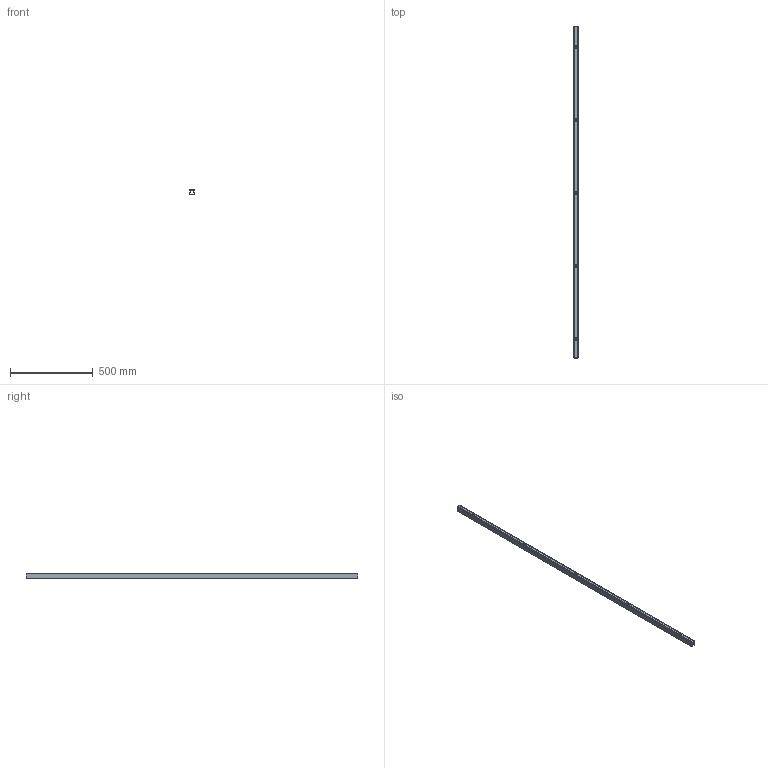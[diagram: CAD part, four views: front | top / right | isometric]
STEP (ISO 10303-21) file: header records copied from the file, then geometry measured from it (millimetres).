
FILE_DESCRIPTION(/* description */ (''),/* implementation_level */ '2;1');
FILE_NAME(/* name */ '11108.stp',/* time_stamp */ '2019-08-13T11:04:15+02:00',/* author */ ('GIULIANO'),/* organization */ (''),/* preprocessor_version */ 'ST-DEVELOPER v17.2',/* originating_system */ 'Autodesk Inventor 2019',/* authorisation */ '');
FILE_SCHEMA (('AUTOMOTIVE_DESIGN { 1 0 10303 214 3 1 1 }'));
Length unit declared in the file: millimetre
Products named in the file (1): 11108/330
Bounding box: 27 x 2000 x 33 mm (x, y, z)
Volume: 425579.7 mm3; surface area: 412551.9 mm2
Topology: 1 solids, 1 shells, 72 faces, 210 edges, 140 vertices
Faces by surface type: plane 42, cylinder 30
Entity records: 2455 total; most frequent: CARTESIAN_POINT 423, ORIENTED_EDGE 420, DIRECTION 416, EDGE_CURVE 210, LINE 150, VECTOR 150, VERTEX_POINT 140, AXIS2_PLACEMENT_3D 133
